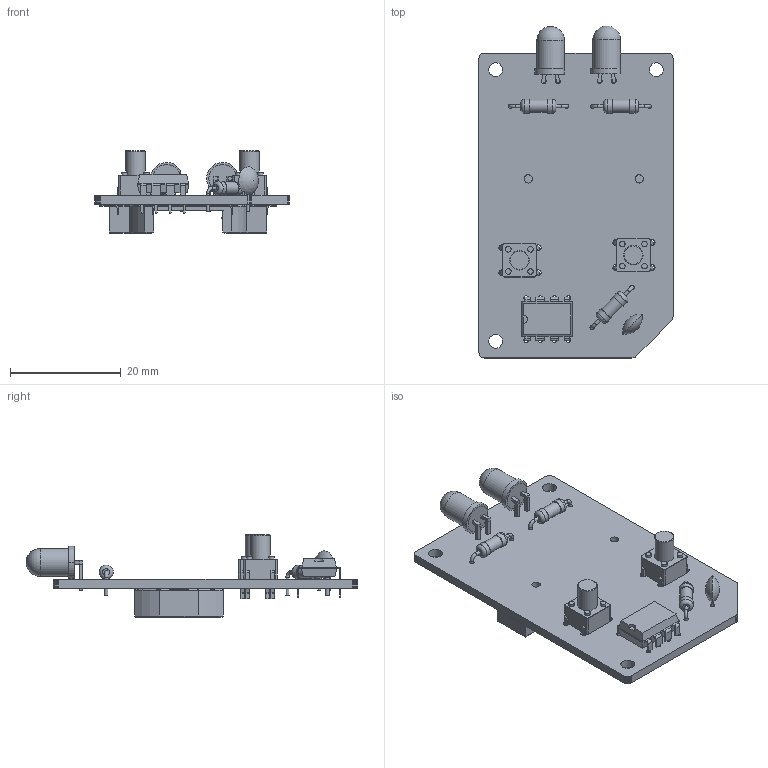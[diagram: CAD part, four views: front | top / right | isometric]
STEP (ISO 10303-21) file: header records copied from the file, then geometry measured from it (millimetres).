
FILE_DESCRIPTION(('KiCad electronic assembly'),'2;1');
FILE_NAME('gb_photo_ir_remote.step','2023-12-14T22:33:50',('Pcbnew'),( 'Kicad'),'Open CASCADE STEP processor 7.7','KiCad to STEP converter' ,'Unknown');
FILE_SCHEMA(('AUTOMOTIVE_DESIGN { 1 0 10303 214 1 1 1 1 }'));
Length unit declared in the file: millimetre
Products named in the file (14): gb_photo_ir_remote 1; SW_PUSH_6mm_H8mm; SOLID; DIP-8_W7.62mm; R_Axial_DIN0207_L6.3mm_D2.5mm_P10.16mm_Horizontal; LED_D5.0mm_Horizontal_O1.27mm_Z3.0mm; C_Disc_D5.0mm_W2.5mm_P2.50mm; BatteryHolder_Keystone_1058_1x2032; gb_photo_ir_remote PCB
Assembly tree (17 placements, depth 3):
  gb_photo_ir_remote 1
    SW_PUSH_6mm_H8mm  x2
      SOLID
    DIP-8_W7.62mm
      SOLID
    R_Axial_DIN0207_L6.3mm_D2.5mm_P10.16mm_Horizontal  x3
      SOLID
    LED_D5.0mm_Horizontal_O1.27mm_Z3.0mm  x2
      SOLID
    C_Disc_D5.0mm_W2.5mm_P2.50mm
      SOLID
    BatteryHolder_Keystone_1058_1x2032
      SOLID
    gb_photo_ir_remote PCB
Bounding box: 35 x 59.87 x 14.88 mm (x, y, z)
Volume: 4663.3 mm3; surface area: 6911.8 mm2
Topology: 11 solids, 11 shells, 652 faces, 1662 edges, 1058 vertices
Faces by surface type: plane 410, cylinder 193, torus 25, bspline 20, sphere 4
Full cylindrical faces by diameter (mm): 0.5 x2, 0.6 x12, 0.8 x16, 0.9 x4, 1 x8, 1.1 x8, 1.5 x2, 2.25 x3, 2.5 x9, 3.5 x2, 5 x2
Entity records: 38480 total; most frequent: CARTESIAN_POINT 10322, DIRECTION 4646, LINE 3076, VECTOR 3076, ORIENTED_EDGE 2504, PCURVE 2504, DEFINITIONAL_REPRESENTATION 2504, EDGE_CURVE 1252
